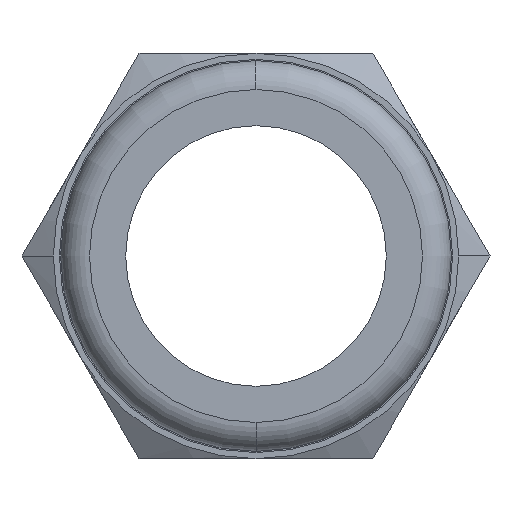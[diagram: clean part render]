
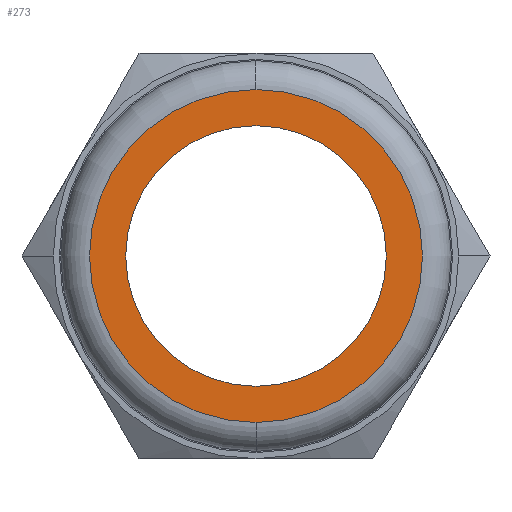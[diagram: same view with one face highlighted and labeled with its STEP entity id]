
A CAD part, front view. The second image highlights one B-rep face of the part: STEP entity #273.
In plain terms, the highlighted planar face has unit normal (0, -1, 0).
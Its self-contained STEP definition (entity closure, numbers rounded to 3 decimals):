
#273=ADVANCED_FACE('',(#549,#550),#551,.T.);
#549=FACE_BOUND('',#822,.T.);
#550=FACE_OUTER_BOUND('',#823,.T.);
#551=PLANE('',#824);
#822=EDGE_LOOP('',(#1506,#1507));
#823=EDGE_LOOP('',(#1508,#1509,#1510));
#824=AXIS2_PLACEMENT_3D('',#1511,#1512,#1513);
#1506=ORIENTED_EDGE('',*,*,#1715,.T.);
#1507=ORIENTED_EDGE('',*,*,#1800,.T.);
#1508=ORIENTED_EDGE('',*,*,#1648,.F.);
#1509=ORIENTED_EDGE('',*,*,#1647,.F.);
#1510=ORIENTED_EDGE('',*,*,#1766,.F.);
#1511=CARTESIAN_POINT('',(2.875,0.0,0.0));
#1512=DIRECTION('',(-0.0,-1.0,-0.0));
#1513=DIRECTION('',(-1.0,0.0,0.0));
#1647=EDGE_CURVE('',#1973,#1975,#1976,.T.);
#1648=EDGE_CURVE('',#1975,#1977,#1978,.T.);
#1715=EDGE_CURVE('',#2068,#2066,#2069,.T.);
#1766=EDGE_CURVE('',#1977,#1973,#2129,.T.);
#1800=EDGE_CURVE('',#2066,#2068,#2167,.T.);
#1973=VERTEX_POINT('',#2497);
#1975=VERTEX_POINT('',#2499);
#1976=CIRCLE('',#2500,5.75);
#1977=VERTEX_POINT('',#2501);
#1978=CIRCLE('',#2502,5.75);
#2066=VERTEX_POINT('',#2706);
#2068=VERTEX_POINT('',#2709);
#2069=CIRCLE('',#2710,4.5);
#2129=CIRCLE('',#2796,5.75);
#2167=CIRCLE('',#2853,4.5);
#2497=CARTESIAN_POINT('',(0.,0.0,5.75));
#2499=CARTESIAN_POINT('',(5.75,0.0,0.0));
#2500=AXIS2_PLACEMENT_3D('',#3027,#3028,#3029);
#2501=CARTESIAN_POINT('',(0.,0.0,-5.75));
#2502=AXIS2_PLACEMENT_3D('',#3030,#3031,#3032);
#2706=CARTESIAN_POINT('',(4.5,0.0,0.));
#2709=CARTESIAN_POINT('',(-4.5,0.0,0.));
#2710=AXIS2_PLACEMENT_3D('',#3120,#3121,#3122);
#2796=AXIS2_PLACEMENT_3D('',#3177,#3178,#3179);
#2853=AXIS2_PLACEMENT_3D('',#3209,#3210,#3211);
#3027=CARTESIAN_POINT('',(0.0,0.0,0.0));
#3028=DIRECTION('',(-0.0,1.0,0.0));
#3029=DIRECTION('',(1.0,0.0,0.0));
#3030=CARTESIAN_POINT('',(0.0,0.0,0.0));
#3031=DIRECTION('',(-0.0,1.0,0.0));
#3032=DIRECTION('',(1.0,0.0,0.0));
#3120=CARTESIAN_POINT('',(0.0,0.0,0.0));
#3121=DIRECTION('',(-0.0,1.0,0.0));
#3122=DIRECTION('',(1.0,0.0,0.0));
#3177=CARTESIAN_POINT('',(0.0,0.0,0.0));
#3178=DIRECTION('',(-0.0,1.0,0.0));
#3179=DIRECTION('',(1.0,0.0,0.0));
#3209=CARTESIAN_POINT('',(0.0,0.0,0.0));
#3210=DIRECTION('',(-0.0,1.0,0.0));
#3211=DIRECTION('',(1.0,0.0,0.0));
